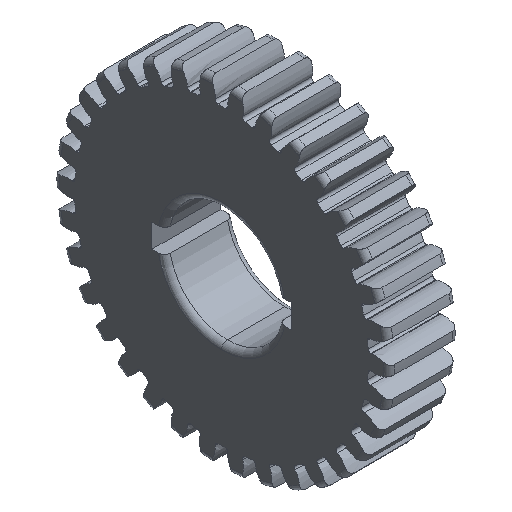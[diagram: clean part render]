
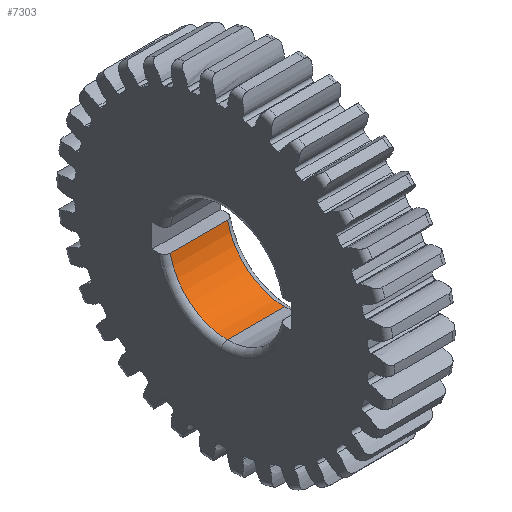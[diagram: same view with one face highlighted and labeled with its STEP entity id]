
A CAD part, isometric view. The second image highlights one B-rep face of the part: STEP entity #7303.
In plain terms, the highlighted cylindrical face has radius 7.938 mm (diameter 15.875 mm), a partial arc.
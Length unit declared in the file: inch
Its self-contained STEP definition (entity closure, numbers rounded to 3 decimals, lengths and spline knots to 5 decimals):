
#14=DIRECTION('',(-1.,0.,0.));
#15=VECTOR('',#14,0.3075);
#16=CARTESIAN_POINT('',(0.15375,0.30608,-0.063));
#17=LINE('',#16,#15);
#18=DIRECTION('',(1.,0.,0.));
#19=VECTOR('',#18,0.3075);
#20=CARTESIAN_POINT('',(-0.15375,0.,-0.3125));
#21=LINE('',#20,#19);
#31=CARTESIAN_POINT('',(-0.15375,0.,
0.));
#32=DIRECTION('',(1.,0.,0.));
#33=DIRECTION('',(0.,0.,-1.));
#34=AXIS2_PLACEMENT_3D('',#31,#32,#33);
#3666=CARTESIAN_POINT('',(0.15375,0.,
0.));
#3667=DIRECTION('',(-1.,0.,0.));
#3668=DIRECTION('',(0.,0.979,-0.202));
#3669=AXIS2_PLACEMENT_3D('',#3666,#3667,#3668);
#6179=CARTESIAN_POINT('',(-0.15375,0.,-0.3125));
#6180=CARTESIAN_POINT('',(-0.15375,0.30608,
-0.063));
#6181=VERTEX_POINT('',#6179);
#6182=VERTEX_POINT('',#6180);
#6187=CARTESIAN_POINT('',(0.15375,0.,-0.3125));
#6188=VERTEX_POINT('',#6187);
#6189=CARTESIAN_POINT('',(0.15375,0.30608,-0.063));
#6190=VERTEX_POINT('',#6189);
#7288=CARTESIAN_POINT('',(0.222,0.,0.));
#7289=DIRECTION('',(1.,0.,0.));
#7290=DIRECTION('',(0.,0.,-1.));
#7291=AXIS2_PLACEMENT_3D('',#7288,#7289,#7290);
#7292=CYLINDRICAL_SURFACE('',#7291,0.3125);
#7294=ORIENTED_EDGE('',*,*,#7293,.T.);
#7296=ORIENTED_EDGE('',*,*,#7295,.F.);
#7298=ORIENTED_EDGE('',*,*,#7297,.T.);
#7300=ORIENTED_EDGE('',*,*,#7299,.F.);
#7301=EDGE_LOOP('',(#7294,#7296,#7298,#7300));
#7302=FACE_OUTER_BOUND('',#7301,.F.);
#35=CIRCLE('',#34,0.3125);
#3670=CIRCLE('',#3669,0.3125);
#7293=EDGE_CURVE('',#6181,#6182,#35,.T.);
#7295=EDGE_CURVE('',#6190,#6182,#17,.T.);
#7297=EDGE_CURVE('',#6190,#6188,#3670,.T.);
#7299=EDGE_CURVE('',#6181,#6188,#21,.T.);
#7303=ADVANCED_FACE('',(#7302),#7292,.F.);
